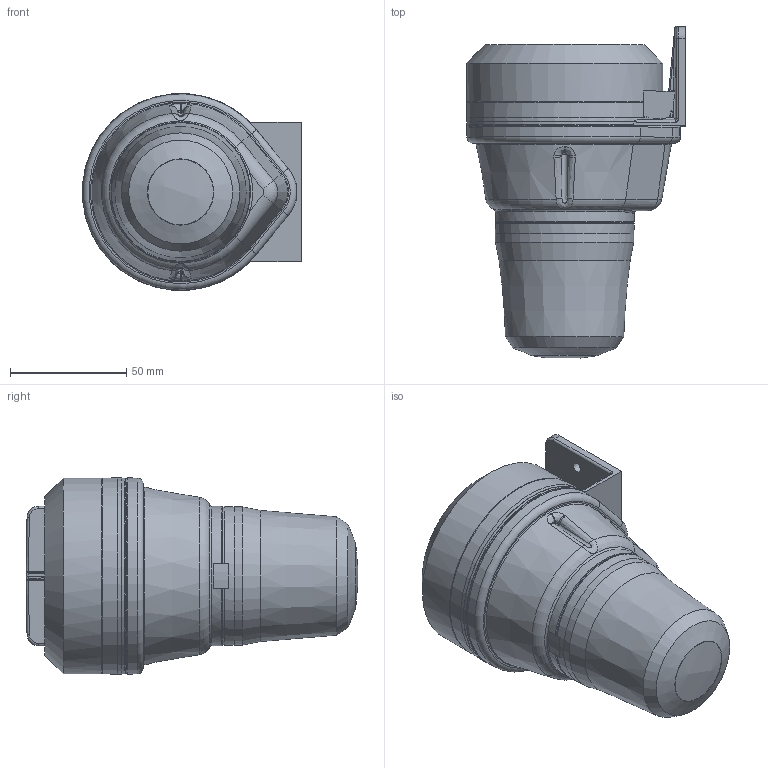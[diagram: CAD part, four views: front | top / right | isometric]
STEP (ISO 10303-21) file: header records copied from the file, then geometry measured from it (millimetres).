
FILE_DESCRIPTION (( 'STEP AP214' ), '1' );
FILE_NAME ('SK0062.STEP', '2014-07-25T15:57:47', ( '' ), ( '' ), 'SwSTEP 2.0', 'SolidWorks 2014', '' );
FILE_SCHEMA (( 'AUTOMOTIVE_DESIGN' ));
Length unit declared in the file: millimetre
Products named in the file (2): SK0062
Bounding box: 94.2 x 142.86 x 84.47 mm (x, y, z)
Volume: 234401.9 mm3; surface area: 84354.9 mm2
Topology: 1 solids, 13 shells, 820 faces, 2017 edges, 1232 vertices
Faces by surface type: plane 244, bspline 204, cylinder 199, cone 104, torus 58, sphere 11
Full cylindrical faces by diameter (mm): 44.423 x1, 59.549 x1, 60 x1, 84.333 x1
Entity records: 38226 total; most frequent: CARTESIAN_POINT 13201, ORIENTED_EDGE 3916, DIRECTION 3069, EDGE_CURVE 1958, AXIS2_PLACEMENT_3D 1226, VERTEX_POINT 1215, EDGE_LOOP 873, FACE_OUTER_BOUND 826
